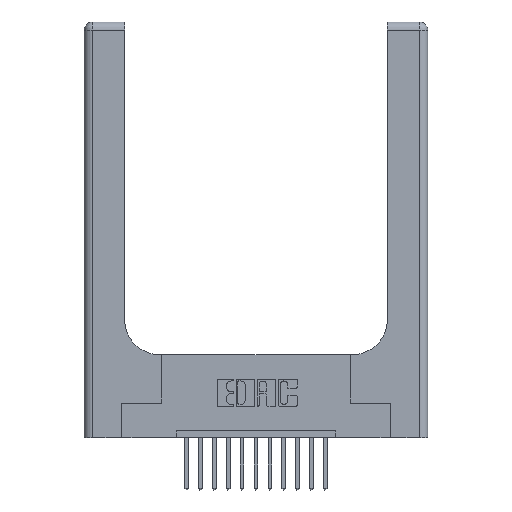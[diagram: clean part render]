
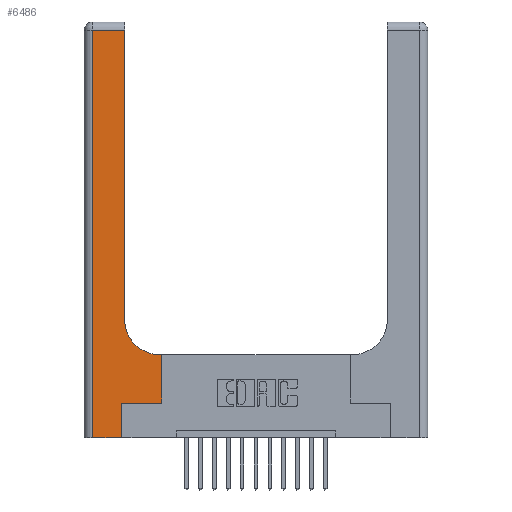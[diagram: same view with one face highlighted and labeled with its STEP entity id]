
A CAD part, top view. The second image highlights one B-rep face of the part: STEP entity #6486.
In plain terms, the highlighted planar face has unit normal (0, 0, 1).
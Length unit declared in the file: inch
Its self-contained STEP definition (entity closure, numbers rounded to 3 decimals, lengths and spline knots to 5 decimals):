
#100 = CARTESIAN_POINT ( 'NONE',  ( 0.269, 0., 0.37 ) ) ;
#118 = VECTOR ( 'NONE', #12122, 39.37008 ) ;
#265 = VECTOR ( 'NONE', #10443, 39.37008 ) ;
#1139 = DIRECTION ( 'NONE',  ( -1., 0., 0. ) ) ;
#1416 = CARTESIAN_POINT ( 'NONE',  ( 0.269, 0., 0.37 ) ) ;
#1435 = VECTOR ( 'NONE', #1692, 39.37008 ) ;
#1461 = DIRECTION ( 'NONE',  ( 0., 1., 0. ) ) ;
#1692 = DIRECTION ( 'NONE',  ( 1., 0., 0. ) ) ;
#1754 = CARTESIAN_POINT ( 'NONE',  ( 0.5585, 0.25, 0.37 ) ) ;
#1759 = CARTESIAN_POINT ( 'NONE',  ( 0.269, 0.25, 0.37 ) ) ;
#1894 = DIRECTION ( 'NONE',  ( -1., 0., 0. ) ) ;
#1912 = CARTESIAN_POINT ( 'NONE',  ( 0.2915, 2.94, 0.37 ) ) ;
#1923 = FACE_OUTER_BOUND ( 'NONE', #7377, .T. ) ;
#2284 = CARTESIAN_POINT ( 'NONE',  ( 0.06, 2.94, 0.37 ) ) ;
#2506 = VECTOR ( 'NONE', #1461, 39.37008 ) ;
#2546 = VERTEX_POINT ( 'NONE', #1754 ) ;
#2677 = VERTEX_POINT ( 'NONE', #2284 ) ;
#2858 = AXIS2_PLACEMENT_3D ( 'NONE', #17342, #13114, #8987 ) ;
#2953 = ORIENTED_EDGE ( 'NONE', *, *, #14576, .T. ) ;
#2967 = CARTESIAN_POINT ( 'NONE',  ( 0.269, 0.25, 0.37 ) ) ;
#3449 = LINE ( 'NONE', #6207, #265 ) ;
#3533 = CARTESIAN_POINT ( 'NONE',  ( 0.5415, 0.6, 0.37 ) ) ;
#3816 = VECTOR ( 'NONE', #1894, 39.37008 ) ;
#4274 = EDGE_CURVE ( 'NONE', #2546, #15727, #13281, .T. ) ;
#4793 = AXIS2_PLACEMENT_3D ( 'NONE', #16158, #5135, #1139 ) ;
#5135 = DIRECTION ( 'NONE',  ( 0., 0., -1. ) ) ;
#5322 = LINE ( 'NONE', #11240, #3816 ) ;
#5472 = ORIENTED_EDGE ( 'NONE', *, *, #14561, .T. ) ;
#5910 = ORIENTED_EDGE ( 'NONE', *, *, #16569, .T. ) ;
#6005 = LINE ( 'NONE', #13034, #6448 ) ;
#6207 = CARTESIAN_POINT ( 'NONE',  ( 0.2915, 0.6, 0.37 ) ) ;
#6342 = CARTESIAN_POINT ( 'NONE',  ( 0.2915, 0.85, 0.37 ) ) ;
#6448 = VECTOR ( 'NONE', #11825, 39.37008 ) ;
#6486 = ADVANCED_FACE ( 'NONE', ( #1923 ), #14789, .F. ) ;
#6559 = ORIENTED_EDGE ( 'NONE', *, *, #14865, .T. ) ;
#7287 = VERTEX_POINT ( 'NONE', #9752 ) ;
#7377 = EDGE_LOOP ( 'NONE', ( #13434, #13528, #15812, #6559, #5472, #2953, #9382, #5910, #16361 ) ) ;
#7971 = CARTESIAN_POINT ( 'NONE',  ( 0.2915, 3., 0.37 ) ) ;
#8987 = DIRECTION ( 'NONE',  ( 1., 0., 0. ) ) ;
#9229 = EDGE_CURVE ( 'NONE', #16006, #11481, #16960, .T. ) ;
#9312 = VERTEX_POINT ( 'NONE', #3533 ) ;
#9382 = ORIENTED_EDGE ( 'NONE', *, *, #4274, .T. ) ;
#9548 = VERTEX_POINT ( 'NONE', #1416 ) ;
#9752 = CARTESIAN_POINT ( 'NONE',  ( 0.06, 0., 0.37 ) ) ;
#10020 = CARTESIAN_POINT ( 'NONE',  ( 0.5585, 0.25, 0.37 ) ) ;
#10443 = DIRECTION ( 'NONE',  ( -1., 0., 0. ) ) ;
#11174 = CARTESIAN_POINT ( 'NONE',  ( 0.5585, 0.6, 0.37 ) ) ;
#11240 = CARTESIAN_POINT ( 'NONE',  ( 0., 2.94, 0.37 ) ) ;
#11481 = VERTEX_POINT ( 'NONE', #1912 ) ;
#11569 = VECTOR ( 'NONE', #12592, 39.37008 ) ;
#11629 = VERTEX_POINT ( 'NONE', #2967 ) ;
#11811 = CARTESIAN_POINT ( 'NONE',  ( 0., 0., 0.37 ) ) ;
#11825 = DIRECTION ( 'NONE',  ( 0., -1., 0. ) ) ;
#12122 = DIRECTION ( 'NONE',  ( 0., 1., 0. ) ) ;
#12592 = DIRECTION ( 'NONE',  ( 0., 1., 0. ) ) ;
#13034 = CARTESIAN_POINT ( 'NONE',  ( 0.06, 3., 0.37 ) ) ;
#13114 = DIRECTION ( 'NONE',  ( 0., 0., -1. ) ) ;
#13281 = LINE ( 'NONE', #10020, #11569 ) ;
#13434 = ORIENTED_EDGE ( 'NONE', *, *, #9229, .T. ) ;
#13528 = ORIENTED_EDGE ( 'NONE', *, *, #17664, .T. ) ;
#13803 = VECTOR ( 'NONE', #17430, 39.37008 ) ;
#14468 = LINE ( 'NONE', #1759, #1435 ) ;
#14561 = EDGE_CURVE ( 'NONE', #9548, #11629, #15932, .T. ) ;
#14576 = EDGE_CURVE ( 'NONE', #11629, #2546, #14468, .T. ) ;
#14716 = CIRCLE ( 'NONE', #2858, 0.25 ) ;
#14789 = PLANE ( 'NONE',  #4793 ) ;
#14865 = EDGE_CURVE ( 'NONE', #7287, #9548, #15263, .T. ) ;
#15263 = LINE ( 'NONE', #11811, #13803 ) ;
#15727 = VERTEX_POINT ( 'NONE', #11174 ) ;
#15812 = ORIENTED_EDGE ( 'NONE', *, *, #16017, .T. ) ;
#15932 = LINE ( 'NONE', #100, #2506 ) ;
#16006 = VERTEX_POINT ( 'NONE', #6342 ) ;
#16017 = EDGE_CURVE ( 'NONE', #2677, #7287, #6005, .T. ) ;
#16158 = CARTESIAN_POINT ( 'NONE',  ( 0., 3., 0.37 ) ) ;
#16361 = ORIENTED_EDGE ( 'NONE', *, *, #17329, .T. ) ;
#16569 = EDGE_CURVE ( 'NONE', #15727, #9312, #3449, .T. ) ;
#16960 = LINE ( 'NONE', #7971, #118 ) ;
#17329 = EDGE_CURVE ( 'NONE', #9312, #16006, #14716, .T. ) ;
#17342 = CARTESIAN_POINT ( 'NONE',  ( 0.5415, 0.85, 0.37 ) ) ;
#17430 = DIRECTION ( 'NONE',  ( 1., 0., 0. ) ) ;
#17664 = EDGE_CURVE ( 'NONE', #11481, #2677, #5322, .T. ) ;
